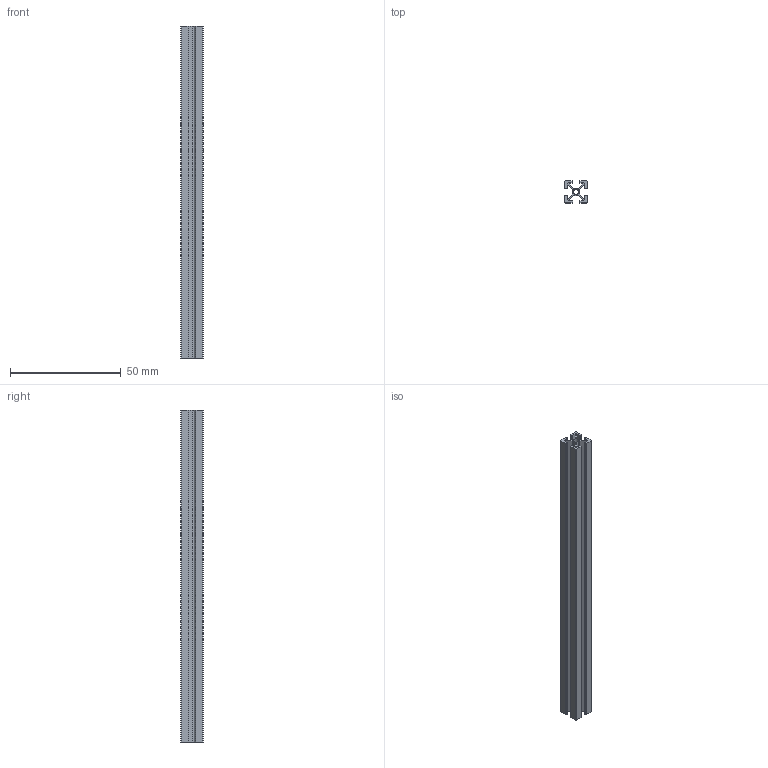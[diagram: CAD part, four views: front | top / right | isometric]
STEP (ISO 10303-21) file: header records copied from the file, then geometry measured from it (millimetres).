
FILE_DESCRIPTION(('FreeCAD Model'),'2;1');
FILE_NAME('makerbeam_150mm.stp', '2020-07-21T15:40:36',('Author'),(''), 'Open CASCADE STEP processor 7.3','FreeCAD','Unknown');
FILE_SCHEMA(('AUTOMOTIVE_DESIGN { 1 0 10303 214 1 1 1 1 }'));
Length unit declared in the file: millimetre
Products named in the file (1): Body
Bounding box: 10 x 10 x 150 mm (x, y, z)
Volume: 5658.6 mm3; surface area: 14129.2 mm2
Topology: 1 solids, 1 shells, 62 faces, 180 edges, 120 vertices
Faces by surface type: plane 42, cylinder 20
Full cylindrical faces by diameter (mm): 2.5 x1
Entity records: 4469 total; most frequent: CARTESIAN_POINT 843, DIRECTION 686, LINE 460, VECTOR 460, ORIENTED_EDGE 360, PCURVE 360, DEFINITIONAL_REPRESENTATION 360, EDGE_CURVE 180
